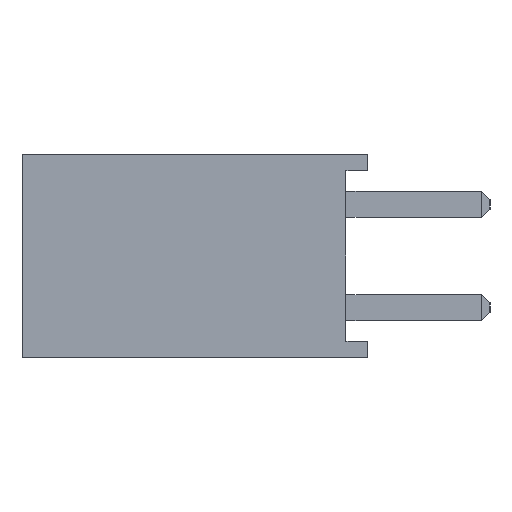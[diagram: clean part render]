
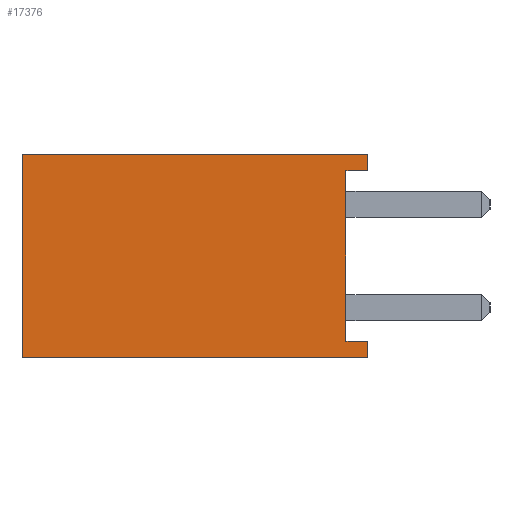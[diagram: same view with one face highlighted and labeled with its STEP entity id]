
A CAD part, left-side view. The second image highlights one B-rep face of the part: STEP entity #17376.
In plain terms, the highlighted planar face has unit normal (-1, 0, 0).
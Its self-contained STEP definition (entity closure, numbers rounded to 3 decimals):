
#322 = CARTESIAN_POINT ( 'NONE',  ( -1.27, 0., -2.5 ) ) ;
#1662 = VERTEX_POINT ( 'NONE', #4807 ) ;
#1833 = DIRECTION ( 'NONE',  ( 0., 0., 1. ) ) ;
#1950 = CARTESIAN_POINT ( 'NONE',  ( -1.27, 0., 2.1 ) ) ;
#2196 = CARTESIAN_POINT ( 'NONE',  ( -1.27, 0., -2.1 ) ) ;
#2290 = EDGE_CURVE ( 'NONE', #16797, #13722, #5384, .T. ) ;
#2719 = ORIENTED_EDGE ( 'NONE', *, *, #7402, .T. ) ;
#2868 = FACE_OUTER_BOUND ( 'NONE', #11706, .T. ) ;
#3117 = DIRECTION ( 'NONE',  ( 0., -1., 0. ) ) ;
#3633 = VERTEX_POINT ( 'NONE', #322 ) ;
#3692 = EDGE_CURVE ( 'NONE', #3633, #13722, #12261, .T. ) ;
#3727 = ORIENTED_EDGE ( 'NONE', *, *, #4738, .F. ) ;
#3905 = ORIENTED_EDGE ( 'NONE', *, *, #11205, .F. ) ;
#3932 = AXIS2_PLACEMENT_3D ( 'NONE', #10152, #5613, #11379 ) ;
#4271 = LINE ( 'NONE', #5202, #14324 ) ;
#4369 = CARTESIAN_POINT ( 'NONE',  ( -1.27, 8.5, 2.5 ) ) ;
#4702 = CARTESIAN_POINT ( 'NONE',  ( -1.27, 8.5, -2.5 ) ) ;
#4738 = EDGE_CURVE ( 'NONE', #18533, #16797, #7260, .T. ) ;
#4807 = CARTESIAN_POINT ( 'NONE',  ( -1.27, 8.5, -2.5 ) ) ;
#5202 = CARTESIAN_POINT ( 'NONE',  ( -1.27, 8.5, 2.5 ) ) ;
#5384 = LINE ( 'NONE', #13862, #10323 ) ;
#5613 = DIRECTION ( 'NONE',  ( 1., 0., 0. ) ) ;
#5799 = ORIENTED_EDGE ( 'NONE', *, *, #2290, .F. ) ;
#6279 = DIRECTION ( 'NONE',  ( 0., 0., -1. ) ) ;
#6496 = EDGE_CURVE ( 'NONE', #1662, #3633, #10393, .T. ) ;
#6893 = VECTOR ( 'NONE', #1833, 1000. ) ;
#6894 = VERTEX_POINT ( 'NONE', #4369 ) ;
#7260 = LINE ( 'NONE', #13708, #7495 ) ;
#7402 = EDGE_CURVE ( 'NONE', #8229, #13879, #15230, .T. ) ;
#7495 = VECTOR ( 'NONE', #6279, 1000. ) ;
#7818 = CARTESIAN_POINT ( 'NONE',  ( -1.27, 8.5, 2.5 ) ) ;
#8154 = CARTESIAN_POINT ( 'NONE',  ( -1.27, 0., 2.1 ) ) ;
#8229 = VERTEX_POINT ( 'NONE', #8154 ) ;
#8714 = EDGE_CURVE ( 'NONE', #6894, #13879, #10461, .T. ) ;
#9257 = CARTESIAN_POINT ( 'NONE',  ( -1.27, 0., 2.5 ) ) ;
#9912 = EDGE_CURVE ( 'NONE', #1662, #6894, #4271, .T. ) ;
#9924 = CARTESIAN_POINT ( 'NONE',  ( -1.27, 0.54, -2.1 ) ) ;
#10069 = CARTESIAN_POINT ( 'NONE',  ( -1.27, 0., 2.5 ) ) ;
#10152 = CARTESIAN_POINT ( 'NONE',  ( -1.27, 8.5, 2.5 ) ) ;
#10323 = VECTOR ( 'NONE', #10867, 1000. ) ;
#10393 = LINE ( 'NONE', #4702, #18572 ) ;
#10461 = LINE ( 'NONE', #7818, #13234 ) ;
#10867 = DIRECTION ( 'NONE',  ( 0., -1., 0. ) ) ;
#11205 = EDGE_CURVE ( 'NONE', #8229, #18533, #18440, .T. ) ;
#11379 = DIRECTION ( 'NONE',  ( 0., 0., -1. ) ) ;
#11706 = EDGE_LOOP ( 'NONE', ( #3727, #3905, #2719, #12096, #15297, #15675, #17996, #5799 ) ) ;
#12096 = ORIENTED_EDGE ( 'NONE', *, *, #8714, .F. ) ;
#12261 = LINE ( 'NONE', #9257, #6893 ) ;
#12582 = DIRECTION ( 'NONE',  ( 0., 0., 1. ) ) ;
#13085 = CARTESIAN_POINT ( 'NONE',  ( -1.27, 0.54, 2.1 ) ) ;
#13234 = VECTOR ( 'NONE', #18010, 1000. ) ;
#13708 = CARTESIAN_POINT ( 'NONE',  ( -1.27, 0.54, 2.1 ) ) ;
#13722 = VERTEX_POINT ( 'NONE', #2196 ) ;
#13862 = CARTESIAN_POINT ( 'NONE',  ( -1.27, 0., -2.1 ) ) ;
#13879 = VERTEX_POINT ( 'NONE', #10069 ) ;
#14324 = VECTOR ( 'NONE', #12582, 1000. ) ;
#15203 = DIRECTION ( 'NONE',  ( 0., 1., 0. ) ) ;
#15230 = LINE ( 'NONE', #18016, #17559 ) ;
#15297 = ORIENTED_EDGE ( 'NONE', *, *, #9912, .F. ) ;
#15675 = ORIENTED_EDGE ( 'NONE', *, *, #6496, .T. ) ;
#15761 = PLANE ( 'NONE',  #3932 ) ;
#16797 = VERTEX_POINT ( 'NONE', #9924 ) ;
#17376 = ADVANCED_FACE ( 'NONE', ( #2868 ), #15761, .F. ) ;
#17559 = VECTOR ( 'NONE', #17874, 1000. ) ;
#17874 = DIRECTION ( 'NONE',  ( 0., 0., 1. ) ) ;
#17970 = VECTOR ( 'NONE', #15203, 1000. ) ;
#17996 = ORIENTED_EDGE ( 'NONE', *, *, #3692, .T. ) ;
#18010 = DIRECTION ( 'NONE',  ( 0., -1., 0. ) ) ;
#18016 = CARTESIAN_POINT ( 'NONE',  ( -1.27, 0., 2.5 ) ) ;
#18440 = LINE ( 'NONE', #1950, #17970 ) ;
#18533 = VERTEX_POINT ( 'NONE', #13085 ) ;
#18572 = VECTOR ( 'NONE', #3117, 1000. ) ;
